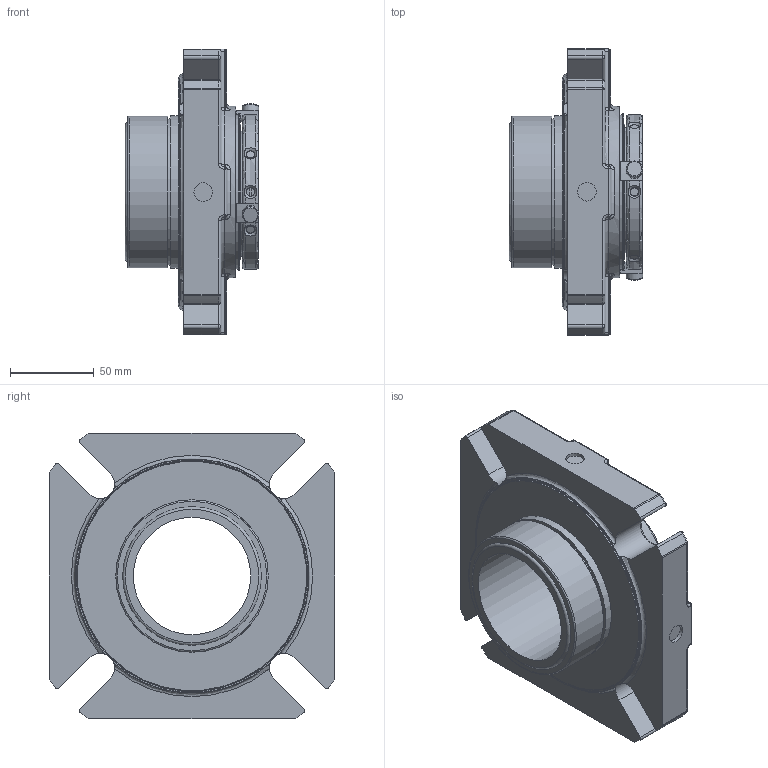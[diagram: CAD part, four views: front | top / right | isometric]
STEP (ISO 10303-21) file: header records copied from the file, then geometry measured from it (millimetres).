
FILE_DESCRIPTION(/* description */ ('Unknown'),/* implementation_level */ '2;1');
FILE_NAME(/* name */ '2.750 CURC ANSI SEAL ARRANGEMENT',/* time_stamp */ '2023-05-17T10:16:53+01:00',/* author */ ('Unknown'),/* organization */ ('Unknown'),/* preprocessor_version */ 'ST-DEVELOPER v18.102',/* originating_system */ 'Solid Edge',/* authorisation */ 'Unknown');
FILE_SCHEMA (('AUTOMOTIVE_DESIGN {1 0 10303 214 3 1 1}'));
Length unit declared in the file: millimetre
Products named in the file (1): 2.750
Bounding box: 79.64 x 170.25 x 170.25 mm (x, y, z)
Volume: 687512.9 mm3; surface area: 105202.3 mm2
Topology: 1 solids, 1 shells, 484 faces, 1259 edges, 775 vertices
Faces by surface type: plane 162, cylinder 137, torus 72, bspline 61, cone 28, sphere 24
Full cylindrical faces by diameter (mm): 4.917 x2, 6 x3, 10 x3, 11 x3, 69.85 x1, 73 x1, 80.95 x1, 82.525 x1, 87.478 x1, 90.475 x1, 90.805 x1, 92.024 x1, 93.548 x1, 102 x1, 136.525 x1, 137.16 x1
Entity records: 19995 total; most frequent: CARTESIAN_POINT 5702, ORIENTED_EDGE 2280, DIRECTION 2157, EDGE_CURVE 1140, AXIS2_PLACEMENT_3D 848, VERTEX_POINT 733, EDGE_LOOP 585, FACE_BOUND 585
